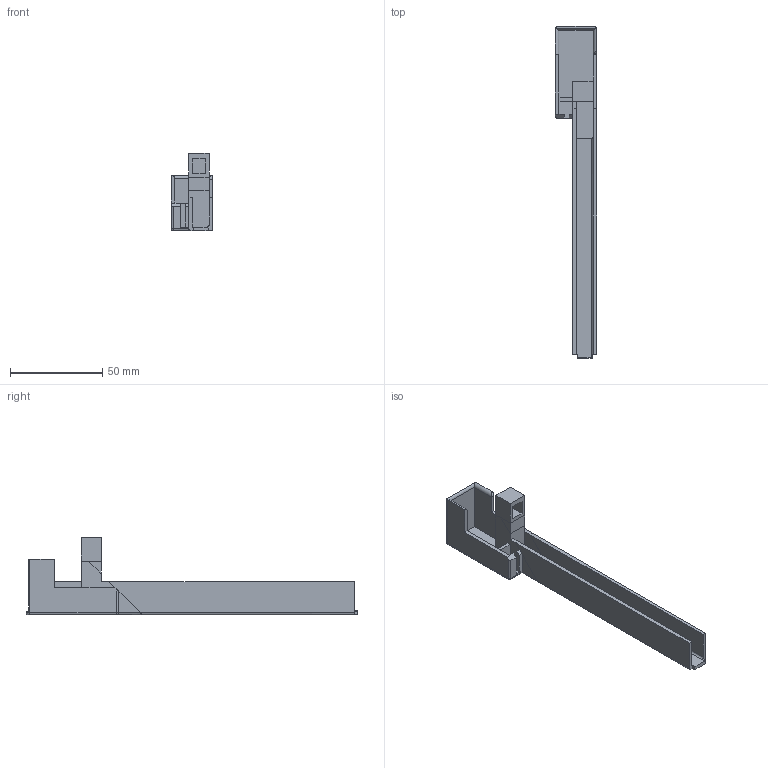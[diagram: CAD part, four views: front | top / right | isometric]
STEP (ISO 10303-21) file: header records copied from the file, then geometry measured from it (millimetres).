
FILE_DESCRIPTION(/* description */ (''),/* implementation_level */ '2;1');
FILE_NAME(/* name */ 'E-Key.step',/* time_stamp */ '2026-01-10T13:57:07-07:00',/* author */ (''),/* organization */ (''),/* preprocessor_version */ 'ST-DEVELOPER v20.1',/* originating_system */ 'Autodesk Translation Framework v14.21.0.0',/* authorisation */ '');
FILE_SCHEMA (('AUTOMOTIVE_DESIGN { 1 0 10303 214 3 1 1 }'));
Length unit declared in the file: millimetre
Products named in the file (1): E-Key
Bounding box: 22.5 x 179.9 x 42 mm (x, y, z)
Volume: 20529.2 mm3; surface area: 23326.2 mm2
Topology: 5 solids, 5 shells, 99 faces, 250 edges, 160 vertices
Faces by surface type: plane 81, cylinder 15, bspline 2, sphere 1
Entity records: 2980 total; most frequent: CARTESIAN_POINT 564, ORIENTED_EDGE 500, DIRECTION 469, EDGE_CURVE 250, LINE 215, VECTOR 215, VERTEX_POINT 160, AXIS2_PLACEMENT_3D 127
